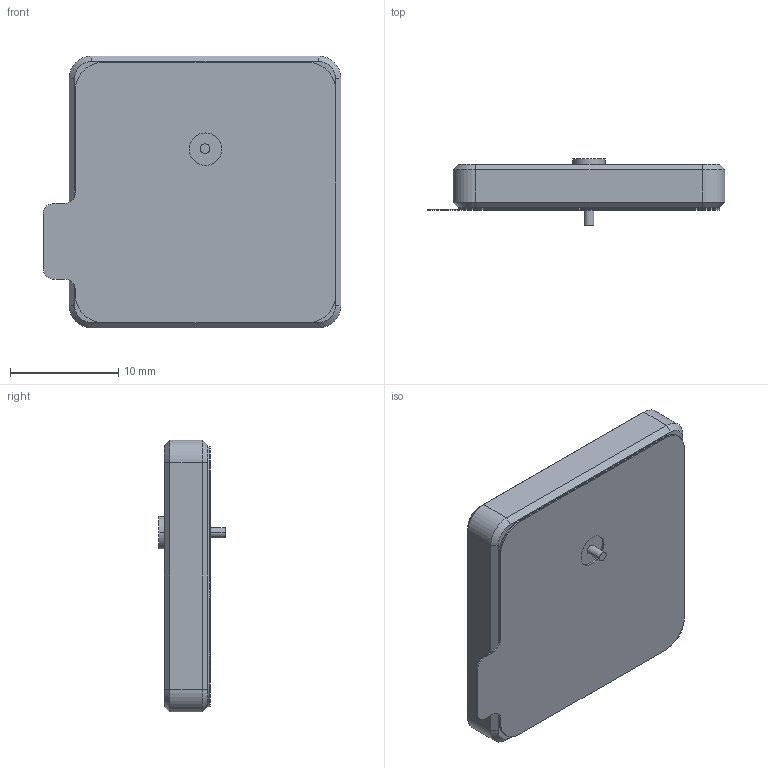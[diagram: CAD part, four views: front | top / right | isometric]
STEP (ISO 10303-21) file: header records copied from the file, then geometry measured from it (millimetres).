
FILE_DESCRIPTION (( 'STEP AP214' ), '1' );
FILE_NAME ('WTSP.2400.25.4.A.40_web.STEP', '2022-03-15T12:32:31', ( '' ), ( '' ), 'SwSTEP 2.0', 'SolidWorks 2018', '' );
FILE_SCHEMA (( 'AUTOMOTIVE_DESIGN' ));
Length unit declared in the file: millimetre
Products named in the file (4): WTSP.2400.25.4.A.40_web; WTSP.2400.25.4.A.40_Adhesive.STEP; WTSP.2400.25.4.A.40_Patch.STEP; WTSP.2400.25.4.A.40_web.STEP
Assembly tree (3 placements, depth 3):
  WTSP.2400.25.4.A.40_web
    WTSP.2400.25.4.A.40_web.STEP
      WTSP.2400.25.4.A.40_Patch.STEP
      WTSP.2400.25.4.A.40_Adhesive.STEP
Bounding box: 27.5 x 6.1 x 25.1 mm (x, y, z)
Volume: 2615.8 mm3; surface area: 3913.2 mm2
Topology: 3 solids, 3 shells, 568 faces, 1427 edges, 946 vertices
Faces by surface type: plane 301, bspline 227, cylinder 32, cone 8
Entity records: 23254 total; most frequent: CARTESIAN_POINT 10659, ORIENTED_EDGE 2854, DIRECTION 1741, EDGE_CURVE 1427, VERTEX_POINT 946, VECTOR 901, LINE 901, EDGE_LOOP 653
